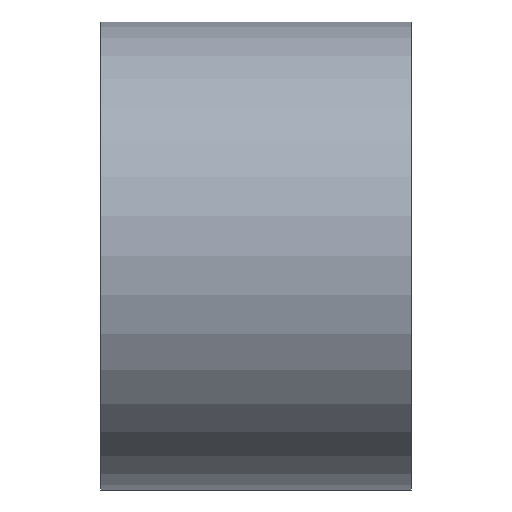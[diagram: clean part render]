
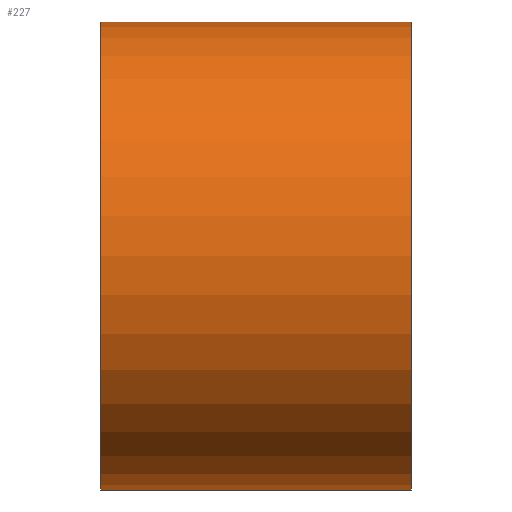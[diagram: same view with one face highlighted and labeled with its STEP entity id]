
A CAD part, top view. The second image highlights one B-rep face of the part: STEP entity #227.
In plain terms, the highlighted cylindrical face has radius 9.5 mm (diameter 19 mm), a partial arc.
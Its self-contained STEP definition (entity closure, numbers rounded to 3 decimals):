
#79=CYLINDRICAL_SURFACE('',#2078,9.5);
#227=ADVANCED_FACE('',(#380),#79,.T.);
#380=FACE_OUTER_BOUND('',#495,.T.);
#495=EDGE_LOOP('',(#1039,#1040,#1041,#1042));
#634=LINE('',#3294,#774);
#637=LINE('',#3375,#777);
#774=VECTOR('',#2346,1.);
#777=VECTOR('',#2357,1.);
#1039=ORIENTED_EDGE('',*,*,#1792,.T.);
#1040=ORIENTED_EDGE('',*,*,#1763,.F.);
#1041=ORIENTED_EDGE('',*,*,#1793,.F.);
#1042=ORIENTED_EDGE('',*,*,#1773,.T.);
#1557=VERTEX_POINT('',#3291);
#1558=VERTEX_POINT('',#3293);
#1568=VERTEX_POINT('',#3374);
#1569=VERTEX_POINT('',#3376);
#1763=EDGE_CURVE('',#1558,#1557,#634,.T.);
#1773=EDGE_CURVE('',#1569,#1568,#637,.T.);
#1792=EDGE_CURVE('',#1568,#1557,#1986,.T.);
#1793=EDGE_CURVE('',#1569,#1558,#1987,.T.);
#1986=CIRCLE('',#2076,9.5);
#1987=CIRCLE('',#2077,9.5);
#2076=AXIS2_PLACEMENT_3D('',#3527,#2377,#2378);
#2077=AXIS2_PLACEMENT_3D('',#3528,#2379,#2380);
#2078=AXIS2_PLACEMENT_3D('',#3529,#2381,#2382);
#2346=DIRECTION('',(-1.,0.,0.));
#2357=DIRECTION('',(-1.,0.,0.));
#2377=DIRECTION('',(1.,0.,0.));
#2378=DIRECTION('',(0.,1.,0.));
#2379=DIRECTION('',(1.,0.,0.));
#2380=DIRECTION('',(0.,1.,0.));
#2381=DIRECTION('',(-1.,0.,0.));
#2382=DIRECTION('',(0.,0.,1.));
#3291=CARTESIAN_POINT('',(-6.3,-6.473,-6.953));
#3293=CARTESIAN_POINT('',(6.3,-6.473,-6.953));
#3294=CARTESIAN_POINT('',(6.3,-6.473,-6.953));
#3374=CARTESIAN_POINT('',(-6.3,6.473,-6.953));
#3375=CARTESIAN_POINT('',(6.3,6.473,-6.953));
#3376=CARTESIAN_POINT('',(6.3,6.473,-6.953));
#3527=CARTESIAN_POINT('',(-6.3,0.,0.));
#3528=CARTESIAN_POINT('',(6.3,0.,0.));
#3529=CARTESIAN_POINT('',(6.3,0.,0.));
